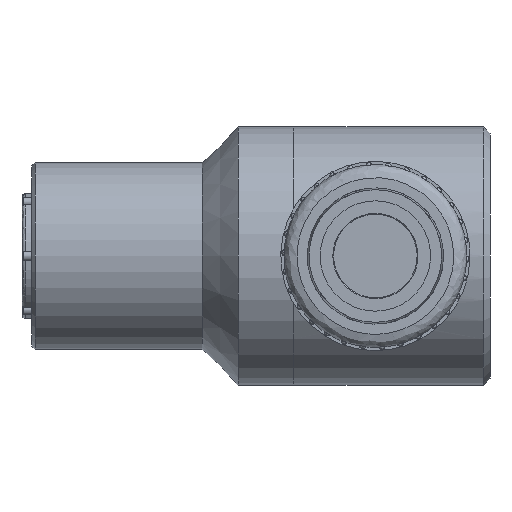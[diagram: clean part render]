
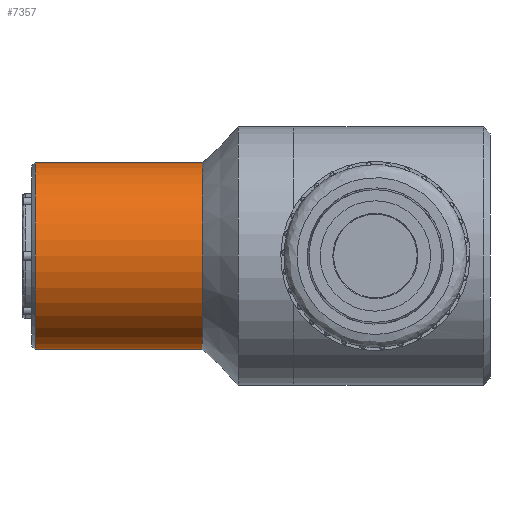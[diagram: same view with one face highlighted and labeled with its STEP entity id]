
A CAD part, left-side view. The second image highlights one B-rep face of the part: STEP entity #7357.
In plain terms, the highlighted cylindrical face has radius 28.5 mm (diameter 57 mm), a full revolution.
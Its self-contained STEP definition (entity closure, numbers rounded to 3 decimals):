
#22 = DIRECTION ( 'NONE',  ( -1., 0., 0. ) ) ;
#27 = EDGE_CURVE ( 'NONE', #3060, #3060, #7874, .T. ) ;
#476 = DIRECTION ( 'NONE',  ( 0., -1., 0. ) ) ;
#612 = FACE_OUTER_BOUND ( 'NONE', #8427, .T. ) ;
#808 = ORIENTED_EDGE ( 'NONE', *, *, #4109, .T. ) ;
#1003 = CARTESIAN_POINT ( 'NONE',  ( -37.915, -28.663, 0. ) ) ;
#1094 = ORIENTED_EDGE ( 'NONE', *, *, #27, .T. ) ;
#1422 = AXIS2_PLACEMENT_3D ( 'NONE', #2559, #4058, #4008 ) ;
#1839 = VERTEX_POINT ( 'NONE', #1003 ) ;
#1970 = FACE_OUTER_BOUND ( 'NONE', #7999, .T. ) ;
#2559 = CARTESIAN_POINT ( 'NONE',  ( -9.415, -28.663, 0. ) ) ;
#3060 = VERTEX_POINT ( 'NONE', #5145 ) ;
#4008 = DIRECTION ( 'NONE',  ( -1., 0., 0. ) ) ;
#4058 = DIRECTION ( 'NONE',  ( 0., 1., 0. ) ) ;
#4109 = EDGE_CURVE ( 'NONE', #1839, #1839, #9176, .T. ) ;
#4926 = DIRECTION ( 'NONE',  ( 0., 1., 0. ) ) ;
#5145 = CARTESIAN_POINT ( 'NONE',  ( -9.415, 22.337, 28.5 ) ) ;
#5563 = DIRECTION ( 'NONE',  ( 0., 0., 1. ) ) ;
#5796 = CYLINDRICAL_SURFACE ( 'NONE', #6273, 28.5 ) ;
#6273 = AXIS2_PLACEMENT_3D ( 'NONE', #9349, #4926, #22 ) ;
#7357 = ADVANCED_FACE ( 'NONE', ( #612, #1970 ), #5796, .T. ) ;
#7874 = CIRCLE ( 'NONE', #8655, 28.5 ) ;
#7903 = CARTESIAN_POINT ( 'NONE',  ( -9.415, 22.337, 0. ) ) ;
#7999 = EDGE_LOOP ( 'NONE', ( #808 ) ) ;
#8427 = EDGE_LOOP ( 'NONE', ( #1094 ) ) ;
#8655 = AXIS2_PLACEMENT_3D ( 'NONE', #7903, #476, #5563 ) ;
#9176 = CIRCLE ( 'NONE', #1422, 28.5 ) ;
#9349 = CARTESIAN_POINT ( 'NONE',  ( -9.415, 23.337, 0. ) ) ;
